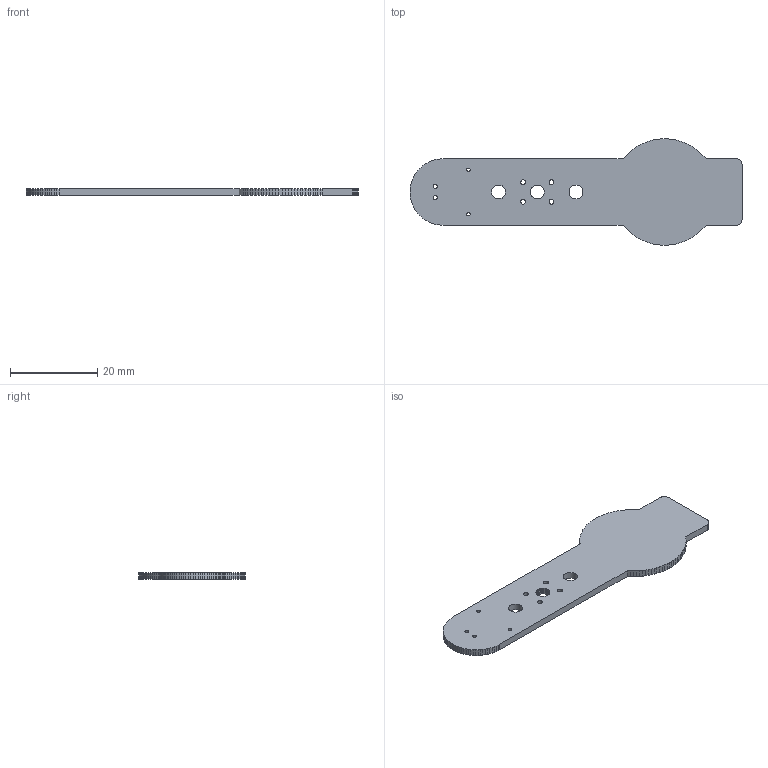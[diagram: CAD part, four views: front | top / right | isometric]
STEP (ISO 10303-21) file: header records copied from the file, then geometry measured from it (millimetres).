
FILE_DESCRIPTION(('KiCad electronic assembly'),'2;1');
FILE_NAME('Prj_1_LED_torch.step','2023-02-26T22:35:40',('Pcbnew'),( 'Kicad'),'Open CASCADE STEP processor 7.6','KiCad to STEP converter' ,'Unknown');
FILE_SCHEMA(('AUTOMOTIVE_DESIGN { 1 0 10303 214 1 1 1 1 }'));
Length unit declared in the file: millimetre
Products named in the file (2): Prj_1_LED_torch 1; PCB
Assembly tree (1 placements, depth 2):
  Prj_1_LED_torch 1
    PCB
Bounding box: 76.19 x 24.39 x 1.6 mm (x, y, z)
Volume: 1962.8 mm3; surface area: 2830.3 mm2
Topology: 1 solids, 1 shells, 180 faces, 534 edges, 356 vertices
Faces by surface type: plane 170, cylinder 10
Full cylindrical faces by diameter (mm): 0.8 x2, 0.9 x2, 1.1 x4, 3.2 x2
Entity records: 13011 total; most frequent: CARTESIAN_POINT 2260, DIRECTION 1966, LINE 1562, VECTOR 1562, ORIENTED_EDGE 1068, PCURVE 1068, DEFINITIONAL_REPRESENTATION 1068, EDGE_CURVE 534
